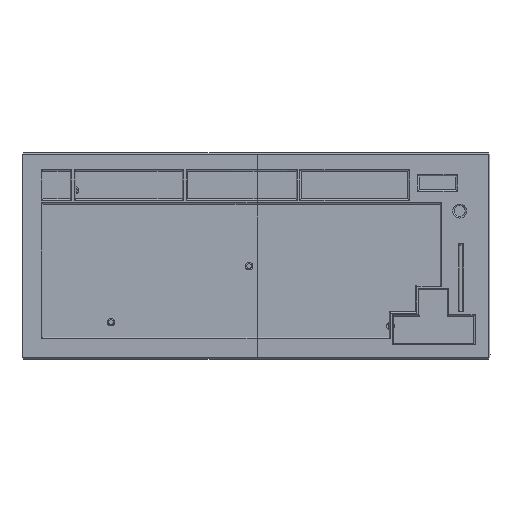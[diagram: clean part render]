
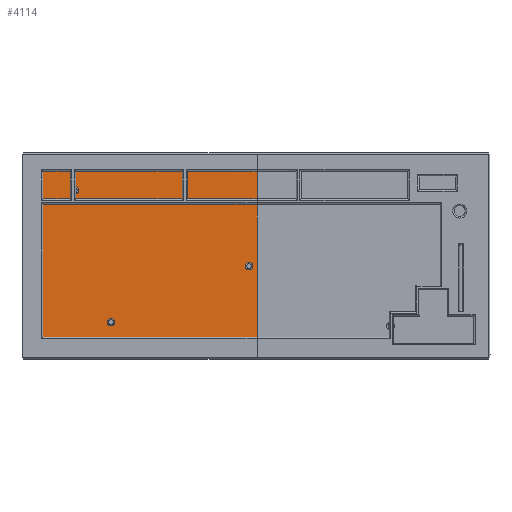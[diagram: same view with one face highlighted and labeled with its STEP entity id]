
A CAD part, top view. The second image highlights one B-rep face of the part: STEP entity #4114.
In plain terms, the highlighted planar face has unit normal (0, 0, 1).
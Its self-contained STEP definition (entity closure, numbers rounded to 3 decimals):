
#212=FACE_BOUND('',#785,.T.);
#213=FACE_BOUND('',#786,.T.);
#214=FACE_BOUND('',#787,.T.);
#276=CIRCLE('',#4492,2.75);
#277=CIRCLE('',#4493,2.75);
#278=CIRCLE('',#4494,2.75);
#505=FACE_OUTER_BOUND('',#784,.T.);
#784=EDGE_LOOP('',(#3649,#3650,#3651,#3652));
#785=EDGE_LOOP('',(#3653));
#786=EDGE_LOOP('',(#3654));
#787=EDGE_LOOP('',(#3655));
#1230=LINE('',#6836,#1656);
#1233=LINE('',#6841,#1659);
#1234=LINE('',#6843,#1660);
#1235=LINE('',#6844,#1661);
#1656=VECTOR('',#5608,10.);
#1659=VECTOR('',#5613,10.);
#1660=VECTOR('',#5614,10.);
#1661=VECTOR('',#5615,10.);
#2012=VERTEX_POINT('',#6833);
#2013=VERTEX_POINT('',#6835);
#2014=VERTEX_POINT('',#6840);
#2015=VERTEX_POINT('',#6842);
#2016=VERTEX_POINT('',#6845);
#2017=VERTEX_POINT('',#6847);
#2018=VERTEX_POINT('',#6849);
#2566=EDGE_CURVE('',#2013,#2012,#1230,.T.);
#2569=EDGE_CURVE('',#2012,#2014,#1233,.T.);
#2570=EDGE_CURVE('',#2015,#2014,#1234,.T.);
#2571=EDGE_CURVE('',#2015,#2013,#1235,.T.);
#2572=EDGE_CURVE('',#2016,#2016,#276,.T.);
#2573=EDGE_CURVE('',#2017,#2017,#277,.T.);
#2574=EDGE_CURVE('',#2018,#2018,#278,.T.);
#3649=ORIENTED_EDGE('',*,*,#2566,.T.);
#3650=ORIENTED_EDGE('',*,*,#2569,.T.);
#3651=ORIENTED_EDGE('',*,*,#2570,.F.);
#3652=ORIENTED_EDGE('',*,*,#2571,.T.);
#3653=ORIENTED_EDGE('',*,*,#2572,.T.);
#3654=ORIENTED_EDGE('',*,*,#2573,.T.);
#3655=ORIENTED_EDGE('',*,*,#2574,.T.);
#3885=PLANE('',#4491);
#4114=ADVANCED_FACE('',(#505,#212,#213,#214),#3885,.T.);
#4491=AXIS2_PLACEMENT_3D('',#6839,#5611,#5612);
#4492=AXIS2_PLACEMENT_3D('',#6846,#5616,#5617);
#4493=AXIS2_PLACEMENT_3D('',#6848,#5618,#5619);
#4494=AXIS2_PLACEMENT_3D('',#6850,#5620,#5621);
#5608=DIRECTION('',(0.,1.,0.));
#5611=DIRECTION('center_axis',(0.,0.,1.));
#5612=DIRECTION('ref_axis',(-1.,0.,0.));
#5613=DIRECTION('',(-1.,0.,0.));
#5614=DIRECTION('',(0.,1.,0.));
#5615=DIRECTION('',(1.,0.,0.));
#5616=DIRECTION('center_axis',(0.,0.,-1.));
#5617=DIRECTION('ref_axis',(-1.,0.,0.));
#5618=DIRECTION('center_axis',(0.,0.,-1.));
#5619=DIRECTION('ref_axis',(-1.,0.,0.));
#5620=DIRECTION('center_axis',(0.,0.,-1.));
#5621=DIRECTION('ref_axis',(-1.,0.,0.));
#6833=CARTESIAN_POINT('',(164.248,137.077,-11.8));
#6835=CARTESIAN_POINT('',(164.248,-0.134,-11.8));
#6836=CARTESIAN_POINT('',(164.248,64.503,-11.8));
#6839=CARTESIAN_POINT('Origin',(157.,60.831,-11.8));
#6840=CARTESIAN_POINT('',(0.095,137.077,-11.8));
#6841=CARTESIAN_POINT('',(273.137,137.077,-11.8));
#6842=CARTESIAN_POINT('',(0.095,-0.134,-11.8));
#6843=CARTESIAN_POINT('',(0.095,136.077,-11.8));
#6844=CARTESIAN_POINT('',(41.133,-0.134,-11.8));
#6845=CARTESIAN_POINT('',(161.25,60.831,-11.8));
#6846=CARTESIAN_POINT('Origin',(158.5,60.831,-11.8));
#6847=CARTESIAN_POINT('',(61.277,20.335,-11.8));
#6848=CARTESIAN_POINT('Origin',(58.527,20.335,-11.8));
#6849=CARTESIAN_POINT('',(35.06,115.81,-11.8));
#6850=CARTESIAN_POINT('Origin',(32.31,115.81,-11.8));
